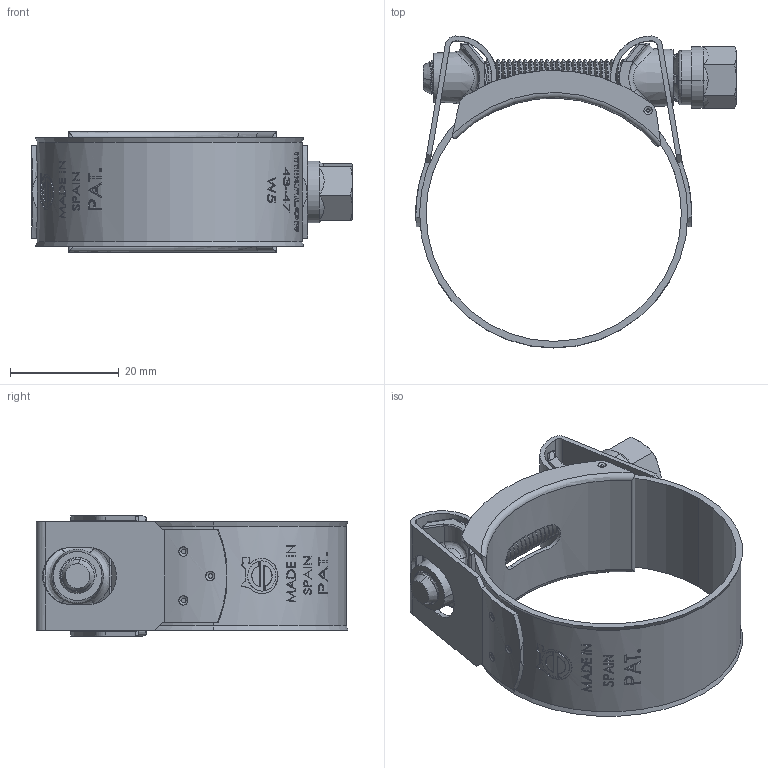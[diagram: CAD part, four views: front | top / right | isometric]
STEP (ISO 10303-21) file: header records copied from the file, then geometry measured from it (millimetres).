
FILE_DESCRIPTION (( 'STEP AP214' ), '1' );
FILE_NAME ('43-47W5.STEP', '2013-04-30T07:06:34', ( '' ), ( '' ), 'SwSTEP 2.0', 'SolidWorks 2012', '' );
FILE_SCHEMA (( 'AUTOMOTIVE_DESIGN' ));
Length unit declared in the file: millimetre
Products named in the file (6): 43-47_W5_TEULA_08x30; 202284_Cargol_M7x47_W5; CASQUILLO_PASSAT_M7_W5; CASQUILLO_ROSCAT_M7_W5; 43-47_W5_CINTA_09x20; 43-47W5
Assembly tree (5 placements, depth 2):
  43-47W5
    43-47_W5_CINTA_09x20
    CASQUILLO_ROSCAT_M7_W5
    CASQUILLO_PASSAT_M7_W5
    202284_Cargol_M7x47_W5
    43-47_W5_TEULA_08x30
Bounding box: 59.01 x 57.44 x 22.1 mm (x, y, z)
Volume: 8071.4 mm3; surface area: 15040.5 mm2
Topology: 5 solids, 5 shells, 855 faces, 2261 edges, 1450 vertices
Faces by surface type: plane 282, cylinder 247, bspline 239, sphere 30, torus 29, cone 28
Entity records: 65394 total; most frequent: CARTESIAN_POINT 46740, ORIENTED_EDGE 4482, DIRECTION 2870, EDGE_CURVE 2241, VERTEX_POINT 1442, AXIS2_PLACEMENT_3D 1064, EDGE_LOOP 915, B_SPLINE_CURVE_WITH_KNOTS 874
